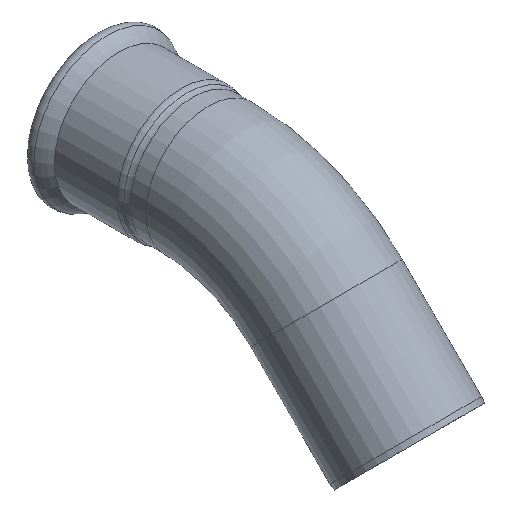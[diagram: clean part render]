
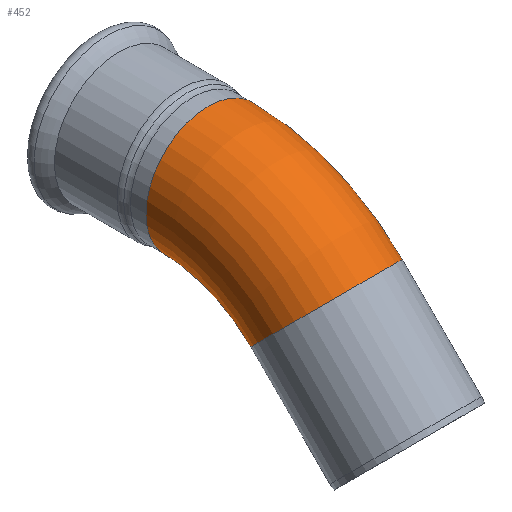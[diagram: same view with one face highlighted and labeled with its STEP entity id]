
A CAD part, isometric view. The second image highlights one B-rep face of the part: STEP entity #452.
In plain terms, the highlighted toroidal (fillet/blend) face has major radius 188.6 mm and minor radius 69.85 mm.
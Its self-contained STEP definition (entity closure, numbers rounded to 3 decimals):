
#59=FACE_OUTER_BOUND('',#81,.T.);
#81=EDGE_LOOP('',(#342,#343,#344,#345,#346,#347,#348));
#119=CIRCLE('',#517,69.85);
#120=CIRCLE('',#518,69.85);
#125=CIRCLE('',#525,118.75);
#126=CIRCLE('',#526,69.85);
#127=CIRCLE('',#527,69.85);
#128=CIRCLE('',#528,69.85);
#180=VERTEX_POINT('',#813);
#181=VERTEX_POINT('',#814);
#185=VERTEX_POINT('',#827);
#186=VERTEX_POINT('',#829);
#187=VERTEX_POINT('',#831);
#240=EDGE_CURVE('',#180,#181,#119,.T.);
#242=EDGE_CURVE('',#181,#180,#120,.T.);
#247=EDGE_CURVE('',#181,#185,#125,.T.);
#248=EDGE_CURVE('',#186,#185,#126,.T.);
#249=EDGE_CURVE('',#187,#186,#127,.T.);
#250=EDGE_CURVE('',#185,#187,#128,.T.);
#342=ORIENTED_EDGE('',*,*,#240,.F.);
#343=ORIENTED_EDGE('',*,*,#242,.F.);
#344=ORIENTED_EDGE('',*,*,#247,.T.);
#345=ORIENTED_EDGE('',*,*,#248,.F.);
#346=ORIENTED_EDGE('',*,*,#249,.F.);
#347=ORIENTED_EDGE('',*,*,#250,.F.);
#348=ORIENTED_EDGE('',*,*,#247,.F.);
#436=TOROIDAL_SURFACE('',#524,188.6,69.85);
#452=ADVANCED_FACE('',(#59),#436,.T.);
#517=AXIS2_PLACEMENT_3D('',#815,#641,#642);
#518=AXIS2_PLACEMENT_3D('',#817,#644,#645);
#524=AXIS2_PLACEMENT_3D('',#826,#656,#657);
#525=AXIS2_PLACEMENT_3D('',#828,#658,#659);
#526=AXIS2_PLACEMENT_3D('',#830,#660,#661);
#527=AXIS2_PLACEMENT_3D('',#832,#662,#663);
#528=AXIS2_PLACEMENT_3D('',#833,#664,#665);
#641=DIRECTION('center_axis',(0.,-0.707,-0.707));
#642=DIRECTION('ref_axis',(-1.,0.,0.));
#644=DIRECTION('center_axis',(0.,-0.707,-0.707));
#645=DIRECTION('ref_axis',(-1.,0.,0.));
#656=DIRECTION('center_axis',(1.,0.,0.));
#657=DIRECTION('ref_axis',(0.,0.,-1.));
#658=DIRECTION('center_axis',(-1.,0.,0.));
#659=DIRECTION('ref_axis',(0.,0.,-1.));
#660=DIRECTION('center_axis',(0.,1.,0.));
#661=DIRECTION('ref_axis',(0.,0.,-1.));
#662=DIRECTION('center_axis',(0.,1.,0.));
#663=DIRECTION('ref_axis',(0.,0.,-1.));
#664=DIRECTION('center_axis',(0.,1.,0.));
#665=DIRECTION('ref_axis',(0.,0.,-1.));
#813=CARTESIAN_POINT('',(0.,-104.631,-5.848));
#814=CARTESIAN_POINT('',(0.,-5.848,-104.631));
#815=CARTESIAN_POINT('Origin',(0.,-55.239,-55.24));
#817=CARTESIAN_POINT('Origin',(0.,-55.239,-55.24));
#826=CARTESIAN_POINT('Origin',(0.,78.121,-188.6));
#827=CARTESIAN_POINT('',(0.,78.121,-69.85));
#828=CARTESIAN_POINT('Origin',(0.,78.121,-188.6));
#829=CARTESIAN_POINT('',(69.85,78.121,0.));
#830=CARTESIAN_POINT('Origin',(0.,78.121,0.));
#831=CARTESIAN_POINT('',(0.,78.121,69.85));
#832=CARTESIAN_POINT('Origin',(0.,78.121,0.));
#833=CARTESIAN_POINT('Origin',(0.,78.121,0.));
